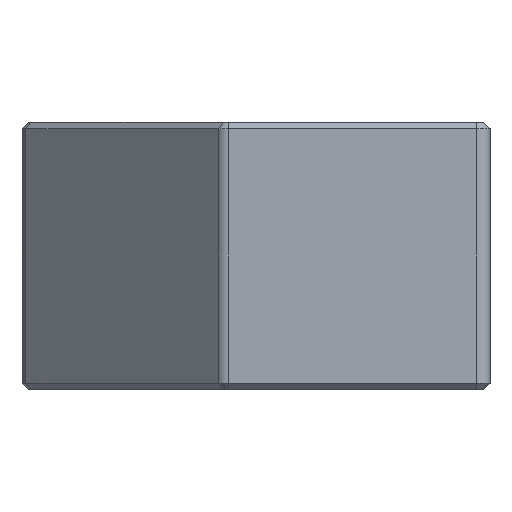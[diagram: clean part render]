
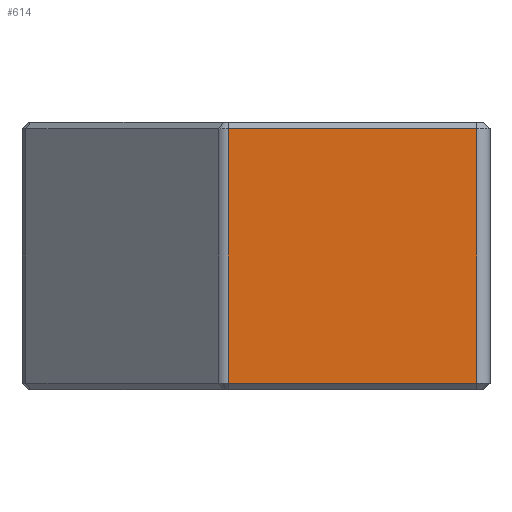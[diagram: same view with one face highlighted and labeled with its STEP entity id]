
A CAD part, front view. The second image highlights one B-rep face of the part: STEP entity #614.
In plain terms, the highlighted planar face has unit normal (0, -1, 0).
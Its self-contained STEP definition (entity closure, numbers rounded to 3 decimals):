
#614 = ADVANCED_FACE('',(#615),#649,.F.);
#615 = FACE_BOUND('',#616,.T.);
#616 = EDGE_LOOP('',(#617,#627,#635,#643));
#617 = ORIENTED_EDGE('',*,*,#618,.T.);
#618 = EDGE_CURVE('',#619,#621,#623,.T.);
#619 = VERTEX_POINT('',#620);
#620 = CARTESIAN_POINT('',(-47.586,-45.,-0.5));
#621 = VERTEX_POINT('',#622);
#622 = CARTESIAN_POINT('',(-47.586,-45.,-19.5));
#623 = LINE('',#624,#625);
#624 = CARTESIAN_POINT('',(-47.586,-45.,-20.));
#625 = VECTOR('',#626,1.);
#626 = DIRECTION('',(0.,0.,-1.));
#627 = ORIENTED_EDGE('',*,*,#628,.T.);
#628 = EDGE_CURVE('',#621,#629,#631,.T.);
#629 = VERTEX_POINT('',#630);
#630 = CARTESIAN_POINT('',(-29.,-45.,-19.5));
#631 = LINE('',#632,#633);
#632 = CARTESIAN_POINT('',(-63.,-45.,-19.5));
#633 = VECTOR('',#634,1.);
#634 = DIRECTION('',(1.,0.,0.));
#635 = ORIENTED_EDGE('',*,*,#636,.T.);
#636 = EDGE_CURVE('',#629,#637,#639,.T.);
#637 = VERTEX_POINT('',#638);
#638 = CARTESIAN_POINT('',(-29.,-45.,-0.5));
#639 = LINE('',#640,#641);
#640 = CARTESIAN_POINT('',(-29.,-45.,0.));
#641 = VECTOR('',#642,1.);
#642 = DIRECTION('',(0.,0.,1.));
#643 = ORIENTED_EDGE('',*,*,#644,.T.);
#644 = EDGE_CURVE('',#637,#619,#645,.T.);
#645 = LINE('',#646,#647);
#646 = CARTESIAN_POINT('',(-47.586,-45.,-0.5));
#647 = VECTOR('',#648,1.);
#648 = DIRECTION('',(-1.,0.,0.));
#649 = PLANE('',#650);
#650 = AXIS2_PLACEMENT_3D('',#651,#652,#653);
#651 = CARTESIAN_POINT('',(-63.,-45.,0.));
#652 = DIRECTION('',(0.,1.,0.));
#653 = DIRECTION('',(0.,-0.,1.));
